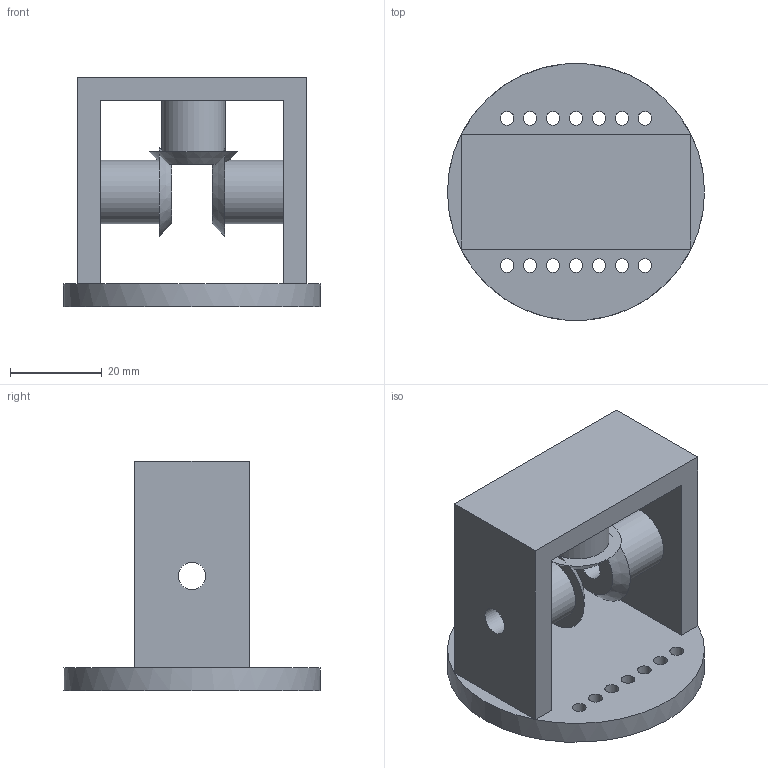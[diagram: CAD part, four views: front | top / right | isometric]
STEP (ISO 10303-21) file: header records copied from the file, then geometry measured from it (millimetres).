
FILE_DESCRIPTION(/* description */ (''),/* implementation_level */ '2;1');
FILE_NAME(/* name */ 'Gear Box.step',/* time_stamp */ '2023-07-30T19:25:28+08:00',/* author */ (''),/* organization */ (''),/* preprocessor_version */ 'ST-DEVELOPER v19.2',/* originating_system */ 'Autodesk Translation Framework v11.17.0.187',/* authorisation */ '');
FILE_SCHEMA (('AUTOMOTIVE_DESIGN { 1 0 10303 214 3 1 1 }'));
Length unit declared in the file: millimetre
Products named in the file (2): Gear Box; Bevel Gear 6mm
Assembly tree (3 placements, depth 2):
  Gear Box
    Bevel Gear 6mm  x3
Bounding box: 55.9 x 55.9 x 50 mm (x, y, z)
Volume: 33956.9 mm3; surface area: 18175.5 mm2
Topology: 4 solids, 4 shells, 47 faces, 106 edges, 68 vertices
Faces by surface type: cylinder 23, plane 21, cone 3
Full cylindrical faces by diameter (mm): 3 x14, 6 x5, 13.8 x3, 55.902 x1
Entity records: 1204 total; most frequent: DIRECTION 212, CARTESIAN_POINT 184, ORIENTED_EDGE 176, EDGE_CURVE 88, AXIS2_PLACEMENT_3D 84, EDGE_LOOP 70, VERTEX_POINT 56, LINE 44
